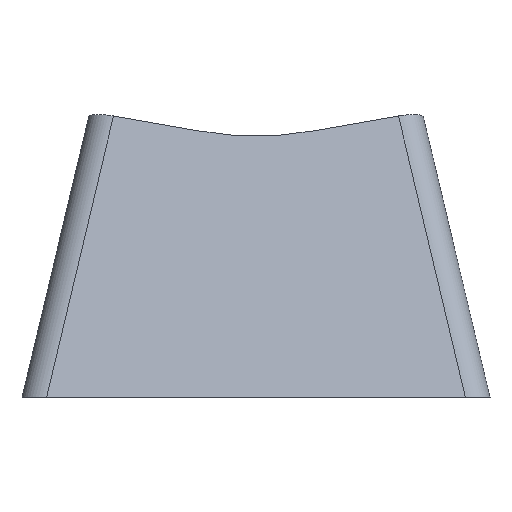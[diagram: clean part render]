
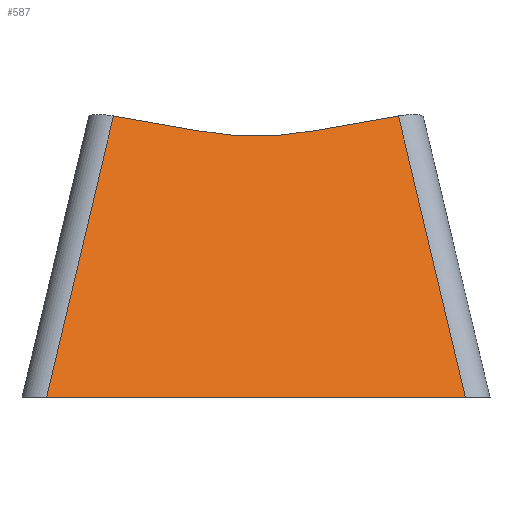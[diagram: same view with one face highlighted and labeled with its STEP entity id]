
A CAD part, front view. The second image highlights one B-rep face of the part: STEP entity #587.
In plain terms, the highlighted planar face has unit normal (0, -0.934, 0.356).
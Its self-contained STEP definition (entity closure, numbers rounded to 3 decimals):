
#37=B_SPLINE_CURVE_WITH_KNOTS('',3,(#918,#919,#920,#921,#922,#923,#924),
 .UNSPECIFIED.,.F.,.F.,(4,3,4),(0.,0.213,0.33),
 .UNSPECIFIED.);
#40=B_SPLINE_CURVE_WITH_KNOTS('',3,(#966,#967,#968,#969,#970,#971,#972,
#973,#974,#975,#976,#977,#978,#979,#980,#981,#982,#983,#984),
 .UNSPECIFIED.,.F.,.F.,(4,3,3,3,3,3,4),(0.065,0.145,
0.226,0.291,0.372,0.452,
0.517),.UNSPECIFIED.);
#41=B_SPLINE_CURVE_WITH_KNOTS('',3,(#1002,#1003,#1004,#1005,#1006,#1007,
#1008),.UNSPECIFIED.,.F.,.F.,(4,3,4),(0.096,0.212,
0.426),.UNSPECIFIED.);
#77=FACE_OUTER_BOUND('',#112,.T.);
#112=EDGE_LOOP('',(#526,#527,#528,#529,#530,#531));
#167=LINE('',#1095,#228);
#171=LINE('',#1103,#232);
#172=LINE('',#1105,#233);
#228=VECTOR('',#743,10.);
#232=VECTOR('',#755,10.);
#233=VECTOR('',#758,10.);
#263=VERTEX_POINT('',#875);
#266=VERTEX_POINT('',#903);
#268=VERTEX_POINT('',#942);
#269=VERTEX_POINT('',#1001);
#286=VERTEX_POINT('',#1092);
#287=VERTEX_POINT('',#1094);
#333=EDGE_CURVE('',#266,#263,#37,.F.);
#336=EDGE_CURVE('',#268,#263,#40,.F.);
#337=EDGE_CURVE('',#268,#269,#41,.F.);
#361=EDGE_CURVE('',#286,#287,#167,.T.);
#366=EDGE_CURVE('',#269,#286,#171,.T.);
#367=EDGE_CURVE('',#287,#266,#172,.T.);
#526=ORIENTED_EDGE('',*,*,#367,.F.);
#527=ORIENTED_EDGE('',*,*,#361,.F.);
#528=ORIENTED_EDGE('',*,*,#366,.F.);
#529=ORIENTED_EDGE('',*,*,#337,.F.);
#530=ORIENTED_EDGE('',*,*,#336,.T.);
#531=ORIENTED_EDGE('',*,*,#333,.F.);
#555=PLANE('',#636);
#587=ADVANCED_FACE('',(#77),#555,.F.);
#636=AXIS2_PLACEMENT_3D('',#1112,#768,#769);
#743=DIRECTION('',(-1.,0.,0.));
#755=DIRECTION('',(0.217,-0.347,-0.912));
#758=DIRECTION('',(0.217,0.347,0.912));
#768=DIRECTION('center_axis',(0.,0.934,-0.356));
#769=DIRECTION('ref_axis',(0.,0.356,0.934));
#875=CARTESIAN_POINT('',(-2.239,-5.093,10.256));
#903=CARTESIAN_POINT('',(-5.479,-4.876,10.826));
#918=CARTESIAN_POINT('Ctrl Pts',(-2.239,-5.093,10.256));
#919=CARTESIAN_POINT('Ctrl Pts',(-2.935,-5.041,10.391));
#920=CARTESIAN_POINT('Ctrl Pts',(-3.633,-4.993,10.518));
#921=CARTESIAN_POINT('Ctrl Pts',(-4.333,-4.948,10.638));
#922=CARTESIAN_POINT('Ctrl Pts',(-4.715,-4.923,10.703));
#923=CARTESIAN_POINT('Ctrl Pts',(-5.097,-4.899,10.765));
#924=CARTESIAN_POINT('Ctrl Pts',(-5.479,-4.876,10.826));
#942=CARTESIAN_POINT('',(2.239,-5.093,10.256));
#966=CARTESIAN_POINT('Ctrl Pts',(-2.239,-5.093,10.256));
#967=CARTESIAN_POINT('Ctrl Pts',(-1.977,-5.112,10.205));
#968=CARTESIAN_POINT('Ctrl Pts',(-1.713,-5.128,10.163));
#969=CARTESIAN_POINT('Ctrl Pts',(-1.448,-5.141,10.131));
#970=CARTESIAN_POINT('Ctrl Pts',(-1.182,-5.153,10.098));
#971=CARTESIAN_POINT('Ctrl Pts',(-0.914,-5.162,10.074));
#972=CARTESIAN_POINT('Ctrl Pts',(-0.646,-5.168,10.059));
#973=CARTESIAN_POINT('Ctrl Pts',(-0.431,-5.172,10.048));
#974=CARTESIAN_POINT('Ctrl Pts',(-0.216,-5.175,10.042));
#975=CARTESIAN_POINT('Ctrl Pts',(-0.001,-5.175,
10.042));
#976=CARTESIAN_POINT('Ctrl Pts',(0.268,-5.175,10.042));
#977=CARTESIAN_POINT('Ctrl Pts',(0.537,-5.171,10.051));
#978=CARTESIAN_POINT('Ctrl Pts',(0.804,-5.164,10.069));
#979=CARTESIAN_POINT('Ctrl Pts',(1.072,-5.157,10.087));
#980=CARTESIAN_POINT('Ctrl Pts',(1.338,-5.147,10.115));
#981=CARTESIAN_POINT('Ctrl Pts',(1.603,-5.133,10.151));
#982=CARTESIAN_POINT('Ctrl Pts',(1.816,-5.122,10.18));
#983=CARTESIAN_POINT('Ctrl Pts',(2.028,-5.109,10.215));
#984=CARTESIAN_POINT('Ctrl Pts',(2.239,-5.093,10.256));
#1001=CARTESIAN_POINT('',(5.479,-4.876,10.826));
#1002=CARTESIAN_POINT('Ctrl Pts',(5.479,-4.876,10.826));
#1003=CARTESIAN_POINT('Ctrl Pts',(5.098,-4.899,10.765));
#1004=CARTESIAN_POINT('Ctrl Pts',(4.717,-4.923,10.703));
#1005=CARTESIAN_POINT('Ctrl Pts',(4.336,-4.947,10.638));
#1006=CARTESIAN_POINT('Ctrl Pts',(3.635,-4.993,10.519));
#1007=CARTESIAN_POINT('Ctrl Pts',(2.936,-5.041,10.391));
#1008=CARTESIAN_POINT('Ctrl Pts',(2.239,-5.093,10.256));
#1092=CARTESIAN_POINT('',(8.057,-9.,0.));
#1094=CARTESIAN_POINT('',(-8.057,-9.,0.));
#1095=CARTESIAN_POINT('',(9.,-9.,0.));
#1103=CARTESIAN_POINT('',(7.422,-7.984,2.666));
#1105=CARTESIAN_POINT('',(-7.677,-8.392,1.596));
#1112=CARTESIAN_POINT('Origin',(9.,-9.,0.));
